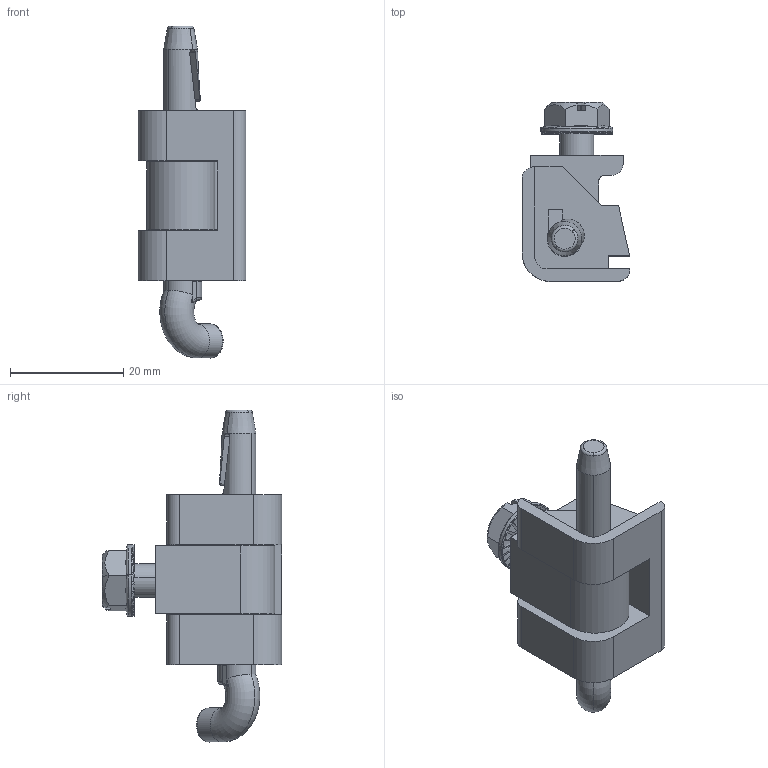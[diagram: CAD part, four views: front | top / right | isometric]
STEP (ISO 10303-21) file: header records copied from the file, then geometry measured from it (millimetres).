
FILE_DESCRIPTION (( 'STEP AP203' ), '1' );
FILE_NAME ('MG07.1.5.3.20.STEP', '2022-08-01T11:30:28', ( '' ), ( '' ), 'SwSTEP 2.0', 'SolidWorks 2021', '' );
FILE_SCHEMA (( 'CONFIG_CONTROL_DESIGN' ));
Length unit declared in the file: millimetre
Products named in the file (1): MG07.1.5.3.20
Bounding box: 19.09 x 31.71 x 58.75 mm (x, y, z)
Surface area: 6207 mm2 (no closed solid volume)
Topology: 0 solids, 24 shells, 207 faces, 560 edges, 373 vertices
Faces by surface type: plane 119, bspline 34, cylinder 30, torus 15, cone 9
Entity records: 7789 total; most frequent: CARTESIAN_POINT 2910, ORIENTED_EDGE 984, DIRECTION 861, EDGE_CURVE 560, VERTEX_POINT 373, VECTOR 337, LINE 337, AXIS2_PLACEMENT_3D 262
